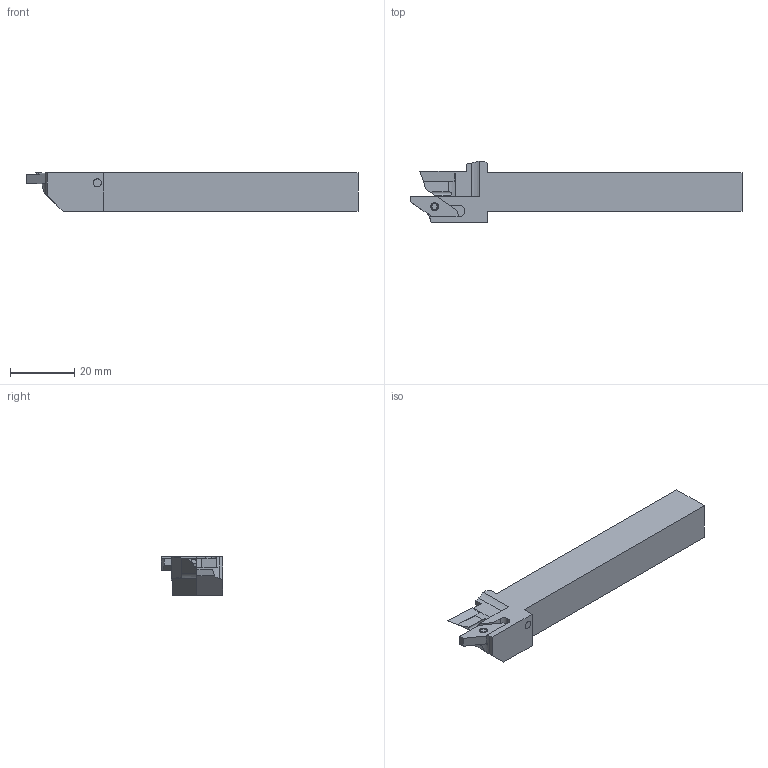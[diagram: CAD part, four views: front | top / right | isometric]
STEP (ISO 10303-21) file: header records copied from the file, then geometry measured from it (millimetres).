
FILE_DESCRIPTION (( 'STEP AP214' ), '1' );
FILE_NAME ('ISO-297-12.STEP', '2017-07-10T13:56:35', ( '' ), ( '' ), 'SwSTEP 2.0', 'SolidWorks 2016', '' );
FILE_SCHEMA (( 'AUTOMOTIVE_DESIGN' ));
Length unit declared in the file: millimetre
Products named in the file (1): ISO-297-12
Bounding box: 103 x 19 x 12 mm (x, y, z)
Volume: 14182.1 mm3; surface area: 5421.8 mm2
Topology: 1 solids, 1 shells, 88 faces, 266 edges, 177 vertices
Faces by surface type: plane 72, cylinder 14, bspline 2
Entity records: 3717 total; most frequent: CARTESIAN_POINT 946, ORIENTED_EDGE 532, DIRECTION 488, EDGE_CURVE 266, VERTEX_POINT 177, VECTOR 168, LINE 168, AXIS2_PLACEMENT_3D 160
